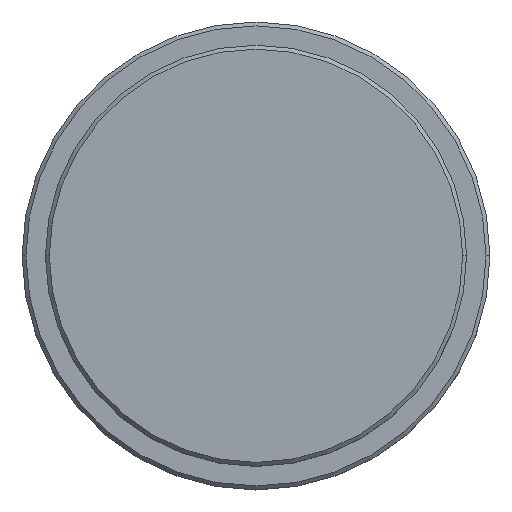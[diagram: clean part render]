
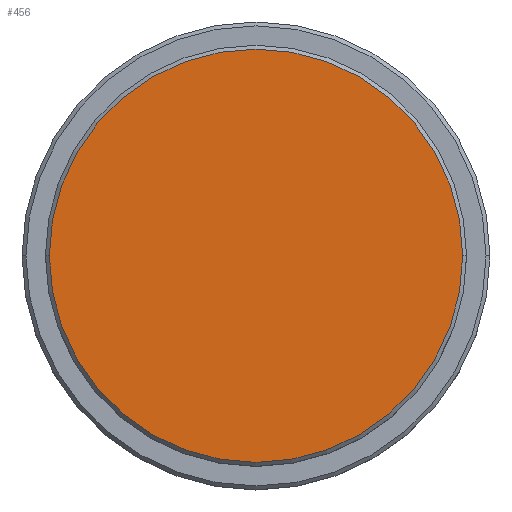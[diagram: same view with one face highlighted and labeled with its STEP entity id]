
A CAD part, top view. The second image highlights one B-rep face of the part: STEP entity #456.
In plain terms, the highlighted planar face has unit normal (0, 0, 1).
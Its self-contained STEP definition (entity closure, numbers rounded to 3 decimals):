
#107 = VERTEX_POINT ( 'NONE', #141 ) ;
#141 = CARTESIAN_POINT ( 'NONE',  ( 26.5, 0., 0. ) ) ;
#151 = DIRECTION ( 'NONE',  ( 1., 0., 0. ) ) ;
#155 = EDGE_LOOP ( 'NONE', ( #770, #609 ) ) ;
#156 = AXIS2_PLACEMENT_3D ( 'NONE', #458, #262, #151 ) ;
#262 = DIRECTION ( 'NONE',  ( 0., 0., 1. ) ) ;
#319 = CIRCLE ( 'NONE', #156, 26.5 ) ;
#347 = CARTESIAN_POINT ( 'NONE',  ( 0., 0., 0. ) ) ;
#352 = DIRECTION ( 'NONE',  ( 1., 0., 0. ) ) ;
#379 = DIRECTION ( 'NONE',  ( 0., 0., 1. ) ) ;
#438 = EDGE_CURVE ( 'NONE', #107, #982, #319, .T. ) ;
#456 = ADVANCED_FACE ( 'NONE', ( #1338 ), #1022, .T. ) ;
#458 = CARTESIAN_POINT ( 'NONE',  ( 0., 0., 0. ) ) ;
#573 = AXIS2_PLACEMENT_3D ( 'NONE', #1349, #379, #828 ) ;
#609 = ORIENTED_EDGE ( 'NONE', *, *, #438, .T. ) ;
#642 = AXIS2_PLACEMENT_3D ( 'NONE', #347, #786, #352 ) ;
#770 = ORIENTED_EDGE ( 'NONE', *, *, #1093, .T. ) ;
#786 = DIRECTION ( 'NONE',  ( 0., 0., 1. ) ) ;
#828 = DIRECTION ( 'NONE',  ( 1., 0., 0. ) ) ;
#982 = VERTEX_POINT ( 'NONE', #983 ) ;
#983 = CARTESIAN_POINT ( 'NONE',  ( -26.5, 0., 0. ) ) ;
#1022 = PLANE ( 'NONE',  #642 ) ;
#1093 = EDGE_CURVE ( 'NONE', #982, #107, #1405, .T. ) ;
#1338 = FACE_OUTER_BOUND ( 'NONE', #155, .T. ) ;
#1349 = CARTESIAN_POINT ( 'NONE',  ( 0., 0., 0. ) ) ;
#1405 = CIRCLE ( 'NONE', #573, 26.5 ) ;
